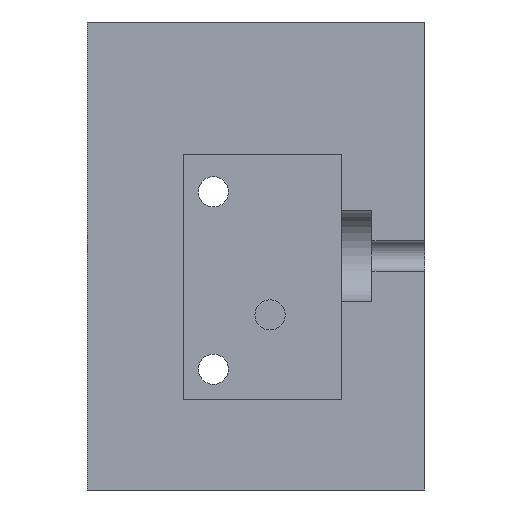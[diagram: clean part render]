
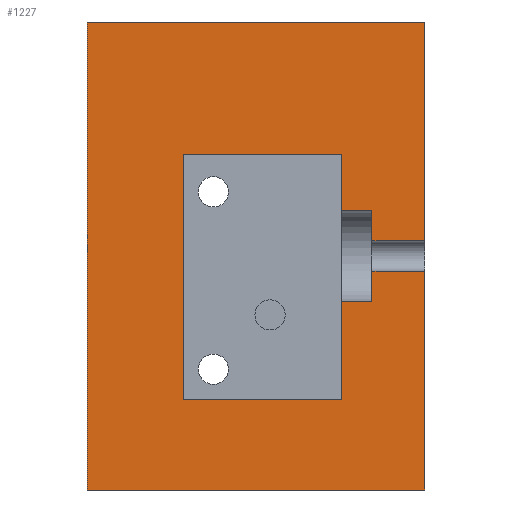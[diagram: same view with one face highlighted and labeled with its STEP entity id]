
A CAD part, front view. The second image highlights one B-rep face of the part: STEP entity #1227.
In plain terms, the highlighted planar face has unit normal (0, -1, 0).
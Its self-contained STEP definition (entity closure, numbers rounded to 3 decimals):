
#39=PLANE('',#1344);
#107=FACE_OUTER_BOUND('',#175,.T.);
#175=EDGE_LOOP('',(#960,#961,#962,#963,#964,#965,#966,#967,#968,#969,#970,
#971,#972,#973,#974,#975));
#282=LINE('',#1930,#414);
#283=LINE('',#1933,#415);
#284=LINE('',#1936,#416);
#285=LINE('',#1939,#417);
#286=LINE('',#1942,#418);
#287=LINE('',#1944,#419);
#288=LINE('',#1946,#420);
#289=LINE('',#1948,#421);
#290=LINE('',#1949,#422);
#291=LINE('',#1951,#423);
#292=LINE('',#1953,#424);
#293=LINE('',#1955,#425);
#294=LINE('',#1957,#426);
#295=LINE('',#1959,#427);
#296=LINE('',#1961,#428);
#297=LINE('',#1962,#429);
#414=VECTOR('',#1553,15.);
#415=VECTOR('',#1556,15.);
#416=VECTOR('',#1559,15.);
#417=VECTOR('',#1562,15.);
#418=VECTOR('',#1565,15.);
#419=VECTOR('',#1566,15.);
#420=VECTOR('',#1567,15.);
#421=VECTOR('',#1568,15.);
#422=VECTOR('',#1569,15.);
#423=VECTOR('',#1570,15.);
#424=VECTOR('',#1571,15.);
#425=VECTOR('',#1572,15.);
#426=VECTOR('',#1573,15.);
#427=VECTOR('',#1574,15.);
#428=VECTOR('',#1575,15.);
#429=VECTOR('',#1576,15.);
#606=VERTEX_POINT('',#1926);
#607=VERTEX_POINT('',#1927);
#608=VERTEX_POINT('',#1929);
#609=VERTEX_POINT('',#1931);
#610=VERTEX_POINT('',#1935);
#611=VERTEX_POINT('',#1937);
#612=VERTEX_POINT('',#1941);
#613=VERTEX_POINT('',#1943);
#614=VERTEX_POINT('',#1945);
#615=VERTEX_POINT('',#1947);
#616=VERTEX_POINT('',#1950);
#617=VERTEX_POINT('',#1952);
#618=VERTEX_POINT('',#1954);
#619=VERTEX_POINT('',#1956);
#620=VERTEX_POINT('',#1958);
#621=VERTEX_POINT('',#1960);
#743=EDGE_CURVE('',#608,#606,#282,.T.);
#745=EDGE_CURVE('',#607,#609,#283,.T.);
#746=EDGE_CURVE('',#610,#608,#284,.T.);
#748=EDGE_CURVE('',#609,#611,#285,.T.);
#749=EDGE_CURVE('',#606,#612,#286,.T.);
#750=EDGE_CURVE('',#612,#613,#287,.T.);
#751=EDGE_CURVE('',#613,#614,#288,.T.);
#752=EDGE_CURVE('',#614,#615,#289,.T.);
#753=EDGE_CURVE('',#615,#607,#290,.T.);
#754=EDGE_CURVE('',#611,#616,#291,.T.);
#755=EDGE_CURVE('',#616,#617,#292,.T.);
#756=EDGE_CURVE('',#617,#618,#293,.T.);
#757=EDGE_CURVE('',#618,#619,#294,.T.);
#758=EDGE_CURVE('',#619,#620,#295,.T.);
#759=EDGE_CURVE('',#620,#621,#296,.T.);
#760=EDGE_CURVE('',#621,#610,#297,.T.);
#960=ORIENTED_EDGE('',*,*,#746,.T.);
#961=ORIENTED_EDGE('',*,*,#743,.T.);
#962=ORIENTED_EDGE('',*,*,#749,.T.);
#963=ORIENTED_EDGE('',*,*,#750,.T.);
#964=ORIENTED_EDGE('',*,*,#751,.T.);
#965=ORIENTED_EDGE('',*,*,#752,.T.);
#966=ORIENTED_EDGE('',*,*,#753,.T.);
#967=ORIENTED_EDGE('',*,*,#745,.T.);
#968=ORIENTED_EDGE('',*,*,#748,.T.);
#969=ORIENTED_EDGE('',*,*,#754,.T.);
#970=ORIENTED_EDGE('',*,*,#755,.T.);
#971=ORIENTED_EDGE('',*,*,#756,.T.);
#972=ORIENTED_EDGE('',*,*,#757,.T.);
#973=ORIENTED_EDGE('',*,*,#758,.T.);
#974=ORIENTED_EDGE('',*,*,#759,.T.);
#975=ORIENTED_EDGE('',*,*,#760,.T.);
#1227=ADVANCED_FACE('',(#107),#39,.T.);
#1344=AXIS2_PLACEMENT_3D('',#1940,#1563,#1564);
#1553=DIRECTION('',(-1.,0.,0.));
#1556=DIRECTION('',(1.,0.,0.));
#1559=DIRECTION('',(0.,0.,-1.));
#1562=DIRECTION('',(0.,0.,-1.));
#1563=DIRECTION('center_axis',(0.,-1.,0.));
#1564=DIRECTION('ref_axis',(0.,0.,-1.));
#1565=DIRECTION('',(0.,0.,-1.));
#1566=DIRECTION('',(-1.,0.,0.));
#1567=DIRECTION('',(0.,0.,1.));
#1568=DIRECTION('',(1.,0.,0.));
#1569=DIRECTION('',(0.,0.,-1.));
#1570=DIRECTION('',(1.,0.,0.));
#1571=DIRECTION('',(0.,0.,1.));
#1572=DIRECTION('',(-1.,0.,0.));
#1573=DIRECTION('',(0.,0.,-1.));
#1574=DIRECTION('',(1.,0.,0.));
#1575=DIRECTION('',(0.,0.,1.));
#1576=DIRECTION('',(-1.,0.,0.));
#1926=CARTESIAN_POINT('',(5.18,-5.,-4.5));
#1927=CARTESIAN_POINT('',(5.18,-5.,4.5));
#1929=CARTESIAN_POINT('',(8.18,-5.,-4.5));
#1930=CARTESIAN_POINT('',(6.68,-5.,-4.5));
#1931=CARTESIAN_POINT('',(8.18,-5.,4.5));
#1933=CARTESIAN_POINT('',(6.68,-5.,4.5));
#1935=CARTESIAN_POINT('',(8.18,-5.,-1.5));
#1936=CARTESIAN_POINT('',(8.18,-5.,0.));
#1937=CARTESIAN_POINT('',(8.18,-5.,1.5));
#1939=CARTESIAN_POINT('',(8.18,-5.,0.));
#1940=CARTESIAN_POINT('Origin',(-3.34,-5.,0.));
#1941=CARTESIAN_POINT('',(5.18,-5.,-14.25));
#1942=CARTESIAN_POINT('',(5.18,-5.,5.063));
#1943=CARTESIAN_POINT('',(-10.57,-5.,-14.25));
#1944=CARTESIAN_POINT('',(0.92,-5.,-14.25));
#1945=CARTESIAN_POINT('',(-10.57,-5.,10.125));
#1946=CARTESIAN_POINT('',(-10.57,-5.,-7.125));
#1947=CARTESIAN_POINT('',(5.18,-5.,10.125));
#1948=CARTESIAN_POINT('',(-6.205,-5.,10.125));
#1949=CARTESIAN_POINT('',(5.18,-5.,5.063));
#1950=CARTESIAN_POINT('',(13.43,-5.,1.5));
#1951=CARTESIAN_POINT('',(13.43,-5.,1.5));
#1952=CARTESIAN_POINT('',(13.43,-5.,23.25));
#1953=CARTESIAN_POINT('',(13.43,-5.,27.75));
#1954=CARTESIAN_POINT('',(-20.11,-5.,23.25));
#1955=CARTESIAN_POINT('',(-20.11,-5.,23.25));
#1956=CARTESIAN_POINT('',(-20.11,-5.,-23.25));
#1957=CARTESIAN_POINT('',(-20.11,-5.,-27.75));
#1958=CARTESIAN_POINT('',(13.43,-5.,-23.25));
#1959=CARTESIAN_POINT('',(13.43,-5.,-23.25));
#1960=CARTESIAN_POINT('',(13.43,-5.,-1.5));
#1961=CARTESIAN_POINT('',(13.43,-5.,27.75));
#1962=CARTESIAN_POINT('',(13.43,-5.,-1.5));
